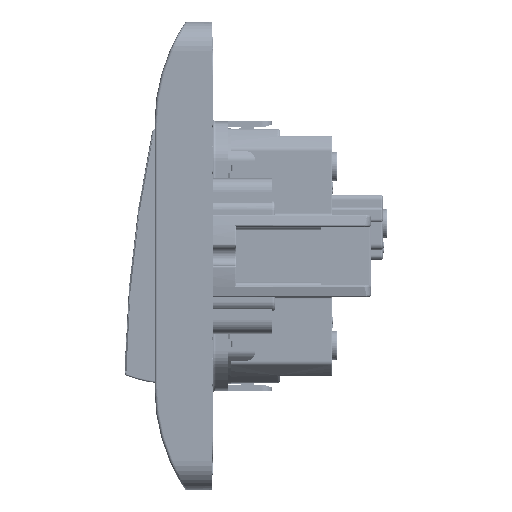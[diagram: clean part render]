
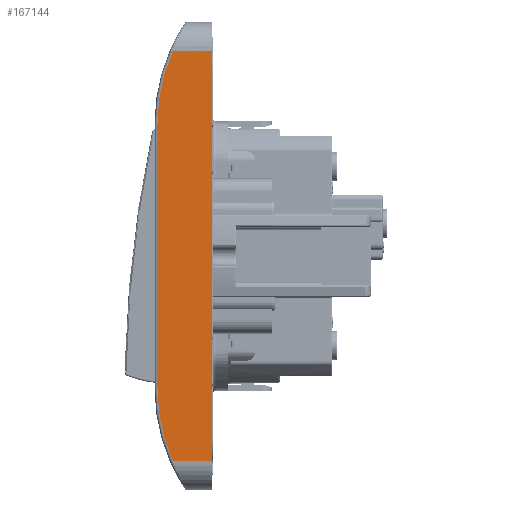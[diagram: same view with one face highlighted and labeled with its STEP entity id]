
A CAD part, left-side view. The second image highlights one B-rep face of the part: STEP entity #167144.
In plain terms, the highlighted planar face has unit normal (-1, 0, 0).
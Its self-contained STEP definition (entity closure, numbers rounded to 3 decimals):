
#159067=DIRECTION('',(0.,0.,-1.));
#159068=VECTOR('',#159067,45.33);
#159069=CARTESIAN_POINT('',(-40.,8.,22.665));
#159070=LINE('',#159069,#159068);
#159075=CARTESIAN_POINT('',(-40.,-22.5,22.665));
#159076=DIRECTION('',(1.,0.,0.));
#159077=DIRECTION('',(0.,1.,0.));
#159078=AXIS2_PLACEMENT_3D('',#159075,#159076,#159077);
#159080=CARTESIAN_POINT('',(-40.,-22.5,-22.665));
#159081=DIRECTION('',(1.,0.,0.));
#159082=DIRECTION('',(0.,0.915,-0.404));
#159083=AXIS2_PLACEMENT_3D('',#159080,#159081,#159082);
#159192=DIRECTION('',(0.,-1.,
0.));
#159193=VECTOR('',#159192,6.694);
#159194=CARTESIAN_POINT('',(-40.,5.394,
-35.));
#159195=LINE('',#159194,#159193);
#159294=DIRECTION('',(0.,0.,1.));
#159295=VECTOR('',#159294,70.);
#159296=CARTESIAN_POINT('',(-40.,-1.3,-35.));
#159297=LINE('',#159296,#159295);
#159355=DIRECTION('',(0.,1.,0.));
#159356=VECTOR('',#159355,6.694);
#159357=CARTESIAN_POINT('',(-40.,-1.3,35.));
#159358=LINE('',#159357,#159356);
#165595=CARTESIAN_POINT('',(-40.,8.,22.665));
#165596=CARTESIAN_POINT('',(-40.,8.,-22.665));
#165597=VERTEX_POINT('',#165595);
#165598=VERTEX_POINT('',#165596);
#165599=CARTESIAN_POINT('',(-40.,5.394,35.));
#165600=VERTEX_POINT('',#165599);
#165601=CARTESIAN_POINT('',(-40.,-1.3,35.));
#165602=VERTEX_POINT('',#165601);
#165603=CARTESIAN_POINT('',(-40.,-1.3,-35.));
#165604=VERTEX_POINT('',#165603);
#165605=CARTESIAN_POINT('',(-40.,5.394,
-35.));
#165606=VERTEX_POINT('',#165605);
#167126=CARTESIAN_POINT('',(-40.,3.5,0.));
#167127=DIRECTION('',(1.,0.,0.));
#167128=DIRECTION('',(0.,0.,-1.));
#167129=AXIS2_PLACEMENT_3D('',#167126,#167127,#167128);
#167130=PLANE('',#167129);
#167131=ORIENTED_EDGE('',*,*,#167116,.F.);
#167133=ORIENTED_EDGE('',*,*,#167132,.T.);
#167135=ORIENTED_EDGE('',*,*,#167134,.F.);
#167137=ORIENTED_EDGE('',*,*,#167136,.F.);
#167139=ORIENTED_EDGE('',*,*,#167138,.F.);
#167141=ORIENTED_EDGE('',*,*,#167140,.T.);
#167142=EDGE_LOOP('',(#167131,#167133,#167135,#167137,#167139,#167141));
#167143=FACE_OUTER_BOUND('',#167142,.F.);
#159079=CIRCLE('',#159078,30.5);
#159084=CIRCLE('',#159083,30.5);
#167116=EDGE_CURVE('',#165597,#165598,#159070,.T.);
#167132=EDGE_CURVE('',#165597,#165600,#159079,.T.);
#167134=EDGE_CURVE('',#165602,#165600,#159358,.T.);
#167136=EDGE_CURVE('',#165604,#165602,#159297,.T.);
#167138=EDGE_CURVE('',#165606,#165604,#159195,.T.);
#167140=EDGE_CURVE('',#165606,#165598,#159084,.T.);
#167144=ADVANCED_FACE('',(#167143),#167130,.F.);
